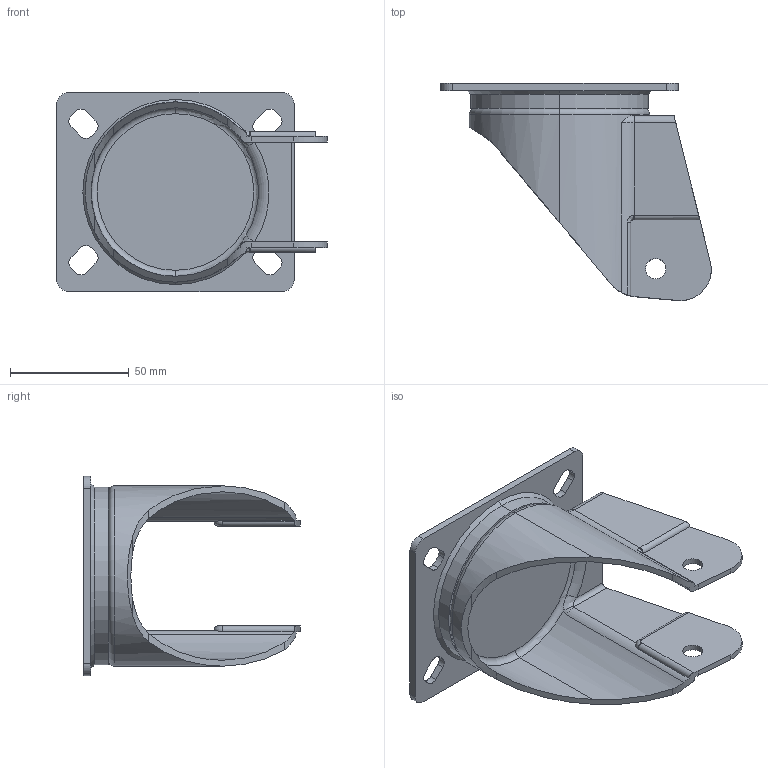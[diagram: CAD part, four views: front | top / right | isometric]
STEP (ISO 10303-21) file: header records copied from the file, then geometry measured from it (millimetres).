
FILE_DESCRIPTION (( 'STEP AP214' ), '1' );
FILE_NAME ('0029840.step', '2023-01-02T10:21:00', ( '' ), ( '' ), 'SwSTEP 2.0', 'SolidWorks 2020', '' );
FILE_SCHEMA (( 'AUTOMOTIVE_DESIGN' ));
Length unit declared in the file: millimetre
Products named in the file (1): 0029840
Bounding box: 113.96 x 91.41 x 84 mm (x, y, z)
Volume: 91171.2 mm3; surface area: 44986.1 mm2
Topology: 1 solids, 1 shells, 137 faces, 363 edges, 234 vertices
Faces by surface type: cylinder 70, plane 40, torus 17, bspline 6, cone 4
Entity records: 6310 total; most frequent: CARTESIAN_POINT 1340, DIRECTION 735, ORIENTED_EDGE 726, EDGE_CURVE 363, AXIS2_PLACEMENT_3D 291, VERTEX_POINT 234, CIRCLE 159, EDGE_LOOP 155
